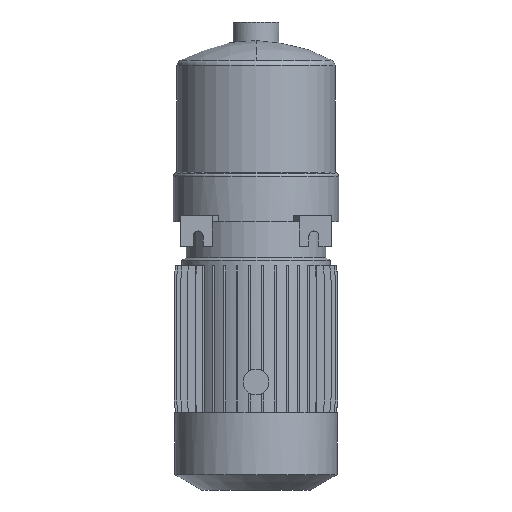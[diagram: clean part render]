
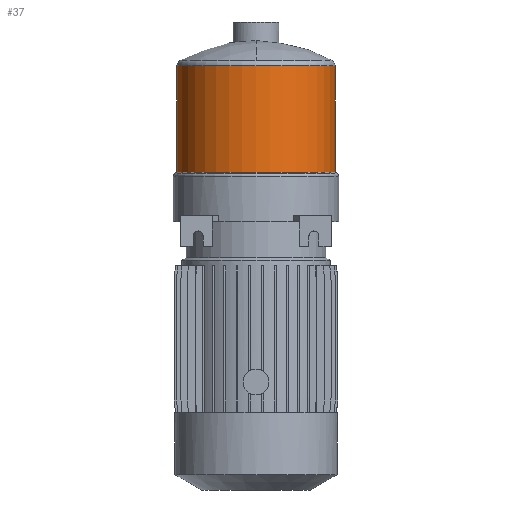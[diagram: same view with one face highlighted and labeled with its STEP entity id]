
A CAD part, front view. The second image highlights one B-rep face of the part: STEP entity #37.
In plain terms, the highlighted cylindrical face has radius 76.5 mm (diameter 153 mm), a partial arc.
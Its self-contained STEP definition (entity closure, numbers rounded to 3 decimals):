
#37 = ADVANCED_FACE ( 'NONE', ( #8528 ), #9765, .T. ) ;
#181 = VERTEX_POINT ( 'NONE', #6432 ) ;
#443 = EDGE_CURVE ( 'NONE', #8029, #5611, #3456, .T. ) ;
#541 = CARTESIAN_POINT ( 'NONE',  ( 0., 0., 119. ) ) ;
#576 = AXIS2_PLACEMENT_3D ( 'NONE', #9210, #9162, #8350 ) ;
#621 = LINE ( 'NONE', #1532, #7638 ) ;
#725 = DIRECTION ( 'NONE',  ( 1., 0., 0. ) ) ;
#1005 = AXIS2_PLACEMENT_3D ( 'NONE', #6082, #5516, #9948 ) ;
#1532 = CARTESIAN_POINT ( 'NONE',  ( -76.5, 0., 119. ) ) ;
#2216 = ORIENTED_EDGE ( 'NONE', *, *, #5037, .F. ) ;
#2228 = EDGE_LOOP ( 'NONE', ( #2216, #9321, #4016, #6233 ) ) ;
#2355 = DIRECTION ( 'NONE',  ( 0., 0., 1. ) ) ;
#3456 = CIRCLE ( 'NONE', #1005, 76.5 ) ;
#3543 = VERTEX_POINT ( 'NONE', #5856 ) ;
#4016 = ORIENTED_EDGE ( 'NONE', *, *, #7651, .T. ) ;
#5037 = EDGE_CURVE ( 'NONE', #8029, #3543, #621, .T. ) ;
#5195 = CARTESIAN_POINT ( 'NONE',  ( -76.5, 0., -26.5 ) ) ;
#5516 = DIRECTION ( 'NONE',  ( 0., 0., 1. ) ) ;
#5611 = VERTEX_POINT ( 'NONE', #9278 ) ;
#5856 = CARTESIAN_POINT ( 'NONE',  ( -76.5, 0., 76.562 ) ) ;
#6082 = CARTESIAN_POINT ( 'NONE',  ( 0., 0., -26.5 ) ) ;
#6233 = ORIENTED_EDGE ( 'NONE', *, *, #9148, .T. ) ;
#6234 = DIRECTION ( 'NONE',  ( 0., 0., 1. ) ) ;
#6432 = CARTESIAN_POINT ( 'NONE',  ( 76.5, 0., 76.562 ) ) ;
#7091 = CIRCLE ( 'NONE', #576, 76.5 ) ;
#7638 = VECTOR ( 'NONE', #9286, 1000. ) ;
#7651 = EDGE_CURVE ( 'NONE', #5611, #181, #8514, .T. ) ;
#7748 = CARTESIAN_POINT ( 'NONE',  ( 76.5, 0., 119. ) ) ;
#8029 = VERTEX_POINT ( 'NONE', #5195 ) ;
#8195 = AXIS2_PLACEMENT_3D ( 'NONE', #541, #2355, #725 ) ;
#8350 = DIRECTION ( 'NONE',  ( -1., 0., 0. ) ) ;
#8514 = LINE ( 'NONE', #7748, #9123 ) ;
#8528 = FACE_OUTER_BOUND ( 'NONE', #2228, .T. ) ;
#9123 = VECTOR ( 'NONE', #6234, 1000. ) ;
#9148 = EDGE_CURVE ( 'NONE', #181, #3543, #7091, .T. ) ;
#9162 = DIRECTION ( 'NONE',  ( 0., 0., -1. ) ) ;
#9210 = CARTESIAN_POINT ( 'NONE',  ( 0., 0., 76.562 ) ) ;
#9278 = CARTESIAN_POINT ( 'NONE',  ( 76.5, 0., -26.5 ) ) ;
#9286 = DIRECTION ( 'NONE',  ( 0., 0., 1. ) ) ;
#9321 = ORIENTED_EDGE ( 'NONE', *, *, #443, .T. ) ;
#9765 = CYLINDRICAL_SURFACE ( 'NONE', #8195, 76.5 ) ;
#9948 = DIRECTION ( 'NONE',  ( 1., 0., 0. ) ) ;
